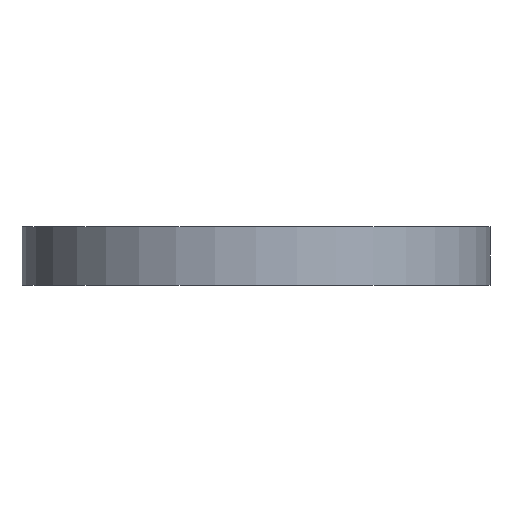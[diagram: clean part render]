
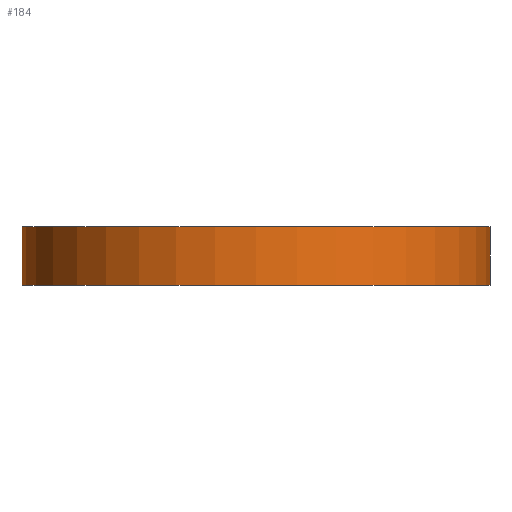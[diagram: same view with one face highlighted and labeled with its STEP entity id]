
A CAD part, front view. The second image highlights one B-rep face of the part: STEP entity #184.
In plain terms, the highlighted cylindrical face has radius 20 mm (diameter 40 mm), a partial arc.
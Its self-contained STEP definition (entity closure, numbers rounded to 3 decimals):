
#104 = DIRECTION ( 'NONE',  ( -1., 0., 0. ) ) ;
#113 = CIRCLE ( 'NONE', #605, 20. ) ;
#143 = CARTESIAN_POINT ( 'NONE',  ( 0., 0., 5. ) ) ;
#148 = CARTESIAN_POINT ( 'NONE',  ( 20., 0., 5. ) ) ;
#170 = DIRECTION ( 'NONE',  ( 0., 0., -1. ) ) ;
#184 = ADVANCED_FACE ( 'NONE', ( #501 ), #603, .T. ) ;
#192 = VERTEX_POINT ( 'NONE', #148 ) ;
#207 = LINE ( 'NONE', #239, #342 ) ;
#227 = VERTEX_POINT ( 'NONE', #386 ) ;
#239 = CARTESIAN_POINT ( 'NONE',  ( 20., 0., 5. ) ) ;
#261 = EDGE_LOOP ( 'NONE', ( #297, #321, #329, #641 ) ) ;
#297 = ORIENTED_EDGE ( 'NONE', *, *, #673, .T. ) ;
#321 = ORIENTED_EDGE ( 'NONE', *, *, #714, .F. ) ;
#329 = ORIENTED_EDGE ( 'NONE', *, *, #475, .F. ) ;
#331 = AXIS2_PLACEMENT_3D ( 'NONE', #143, #523, #104 ) ;
#342 = VECTOR ( 'NONE', #657, 1000. ) ;
#353 = CARTESIAN_POINT ( 'NONE',  ( -20., 0., 5. ) ) ;
#377 = VECTOR ( 'NONE', #170, 1000. ) ;
#386 = CARTESIAN_POINT ( 'NONE',  ( -20., 0., 0. ) ) ;
#388 = CIRCLE ( 'NONE', #718, 20. ) ;
#421 = LINE ( 'NONE', #353, #377 ) ;
#475 = EDGE_CURVE ( 'NONE', #661, #192, #113, .T. ) ;
#501 = FACE_OUTER_BOUND ( 'NONE', #261, .T. ) ;
#520 = EDGE_CURVE ( 'NONE', #661, #227, #421, .T. ) ;
#523 = DIRECTION ( 'NONE',  ( 0., 0., -1. ) ) ;
#563 = CARTESIAN_POINT ( 'NONE',  ( 20., 0., 0. ) ) ;
#571 = CARTESIAN_POINT ( 'NONE',  ( 0., 0., 0. ) ) ;
#603 = CYLINDRICAL_SURFACE ( 'NONE', #331, 20. ) ;
#605 = AXIS2_PLACEMENT_3D ( 'NONE', #686, #742, #683 ) ;
#624 = DIRECTION ( 'NONE',  ( 0., 0., 1. ) ) ;
#627 = DIRECTION ( 'NONE',  ( 1., 0., 0. ) ) ;
#631 = CARTESIAN_POINT ( 'NONE',  ( -20., 0., 5. ) ) ;
#641 = ORIENTED_EDGE ( 'NONE', *, *, #520, .T. ) ;
#657 = DIRECTION ( 'NONE',  ( 0., 0., -1. ) ) ;
#661 = VERTEX_POINT ( 'NONE', #631 ) ;
#673 = EDGE_CURVE ( 'NONE', #227, #675, #388, .T. ) ;
#675 = VERTEX_POINT ( 'NONE', #563 ) ;
#683 = DIRECTION ( 'NONE',  ( 1., 0., 0. ) ) ;
#686 = CARTESIAN_POINT ( 'NONE',  ( 0., 0., 5. ) ) ;
#714 = EDGE_CURVE ( 'NONE', #192, #675, #207, .T. ) ;
#718 = AXIS2_PLACEMENT_3D ( 'NONE', #571, #624, #627 ) ;
#742 = DIRECTION ( 'NONE',  ( 0., 0., 1. ) ) ;
